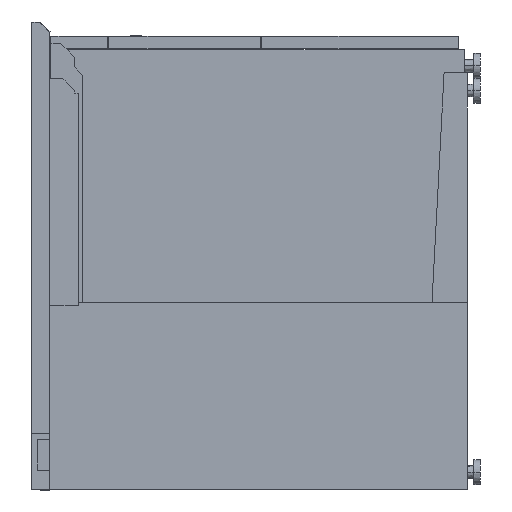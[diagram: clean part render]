
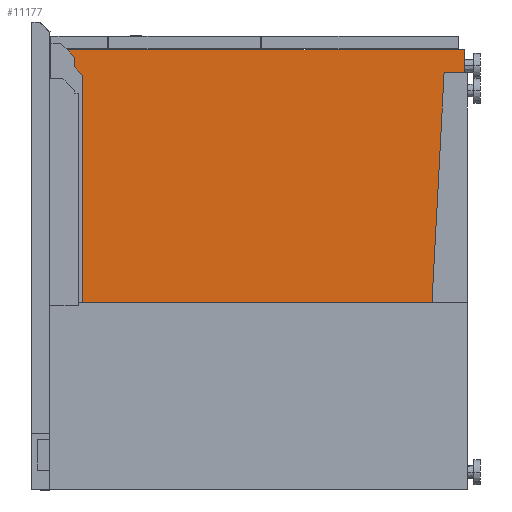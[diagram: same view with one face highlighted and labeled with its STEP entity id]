
A CAD part, left-side view. The second image highlights one B-rep face of the part: STEP entity #11177.
In plain terms, the highlighted planar face has unit normal (-1, 0, 0).
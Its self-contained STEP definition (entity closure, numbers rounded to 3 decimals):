
#20 = VERTEX_POINT ( 'NONE', #16629 ) ;
#239 = CARTESIAN_POINT ( 'NONE',  ( -397.501, 691., 706. ) ) ;
#1877 = CARTESIAN_POINT ( 'NONE',  ( -397.501, 691., 1. ) ) ;
#2840 = EDGE_LOOP ( 'NONE', ( #6526, #11668, #5323, #5961 ) ) ;
#5323 = ORIENTED_EDGE ( 'NONE', *, *, #9155, .F. ) ;
#5961 = ORIENTED_EDGE ( 'NONE', *, *, #16193, .F. ) ;
#6194 = DIRECTION ( 'NONE',  ( 0., -1., 0. ) ) ;
#6313 = EDGE_CURVE ( 'NONE', #20, #14329, #8320, .T. ) ;
#6526 = ORIENTED_EDGE ( 'NONE', *, *, #6313, .T. ) ;
#6986 = VECTOR ( 'NONE', #15684, 1000. ) ;
#7580 = DIRECTION ( 'NONE',  ( 0., 0., 1. ) ) ;
#8320 = LINE ( 'NONE', #15059, #15979 ) ;
#9155 = EDGE_CURVE ( 'NONE', #14752, #13422, #13280, .T. ) ;
#9593 = DIRECTION ( 'NONE',  ( 0., 1., 0. ) ) ;
#10162 = CARTESIAN_POINT ( 'NONE',  ( -397.501, 358.5, 706. ) ) ;
#10400 = DIRECTION ( 'NONE',  ( -1., 0., 0. ) ) ;
#11168 = DIRECTION ( 'NONE',  ( 0., 0., 1. ) ) ;
#11177 = ADVANCED_FACE ( 'NONE', ( #14807 ), #14464, .T. ) ;
#11218 = CARTESIAN_POINT ( 'NONE',  ( -397.501, 26., 706. ) ) ;
#11668 = ORIENTED_EDGE ( 'NONE', *, *, #13449, .T. ) ;
#13108 = LINE ( 'NONE', #10162, #6986 ) ;
#13280 = LINE ( 'NONE', #15953, #17458 ) ;
#13422 = VERTEX_POINT ( 'NONE', #239 ) ;
#13449 = EDGE_CURVE ( 'NONE', #14329, #13422, #13108, .T. ) ;
#13955 = LINE ( 'NONE', #17942, #15271 ) ;
#14329 = VERTEX_POINT ( 'NONE', #11218 ) ;
#14464 = PLANE ( 'NONE',  #17762 ) ;
#14752 = VERTEX_POINT ( 'NONE', #17036 ) ;
#14807 = FACE_OUTER_BOUND ( 'NONE', #2840, .T. ) ;
#15059 = CARTESIAN_POINT ( 'NONE',  ( -397.501, 26., 353.5 ) ) ;
#15271 = VECTOR ( 'NONE', #9593, 1000. ) ;
#15684 = DIRECTION ( 'NONE',  ( 0., 1., 0. ) ) ;
#15953 = CARTESIAN_POINT ( 'NONE',  ( -397.501, 691., 353.5 ) ) ;
#15979 = VECTOR ( 'NONE', #11168, 1000. ) ;
#16193 = EDGE_CURVE ( 'NONE', #20, #14752, #13955, .T. ) ;
#16629 = CARTESIAN_POINT ( 'NONE',  ( -397.501, 26., 1. ) ) ;
#17036 = CARTESIAN_POINT ( 'NONE',  ( -397.501, 691., 1. ) ) ;
#17458 = VECTOR ( 'NONE', #7580, 1000. ) ;
#17762 = AXIS2_PLACEMENT_3D ( 'NONE', #1877, #10400, #6194 ) ;
#17942 = CARTESIAN_POINT ( 'NONE',  ( -397.501, 358.5, 1. ) ) ;
